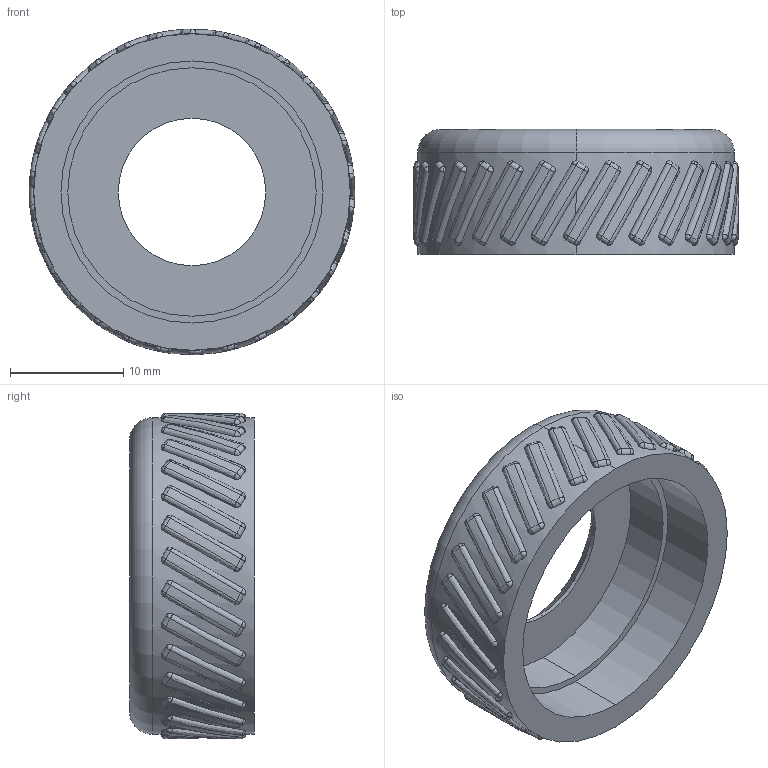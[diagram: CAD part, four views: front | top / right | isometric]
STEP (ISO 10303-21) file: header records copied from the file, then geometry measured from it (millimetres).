
FILE_DESCRIPTION (( 'STEP AP203' ), '1' );
FILE_NAME ('曹蝴遠.STEP', '2024-10-01T13:01:30', ( '' ), ( '' ), 'SwSTEP 2.0', 'SolidWorks 2021', '' );
FILE_SCHEMA (( 'CONFIG_CONTROL_DESIGN' ));
Length unit declared in the file: millimetre
Products named in the file (1): 曹蝴遠
Bounding box: 28.69 x 11 x 28.7 mm (x, y, z)
Volume: 2862.8 mm3; surface area: 2662.5 mm2
Topology: 1 solids, 1 shells, 408 faces, 1162 edges, 724 vertices
Faces by surface type: sphere 240, bspline 120, cylinder 40, plane 4, torus 2, cone 2
Entity records: 12036 total; most frequent: CARTESIAN_POINT 6626, ORIENTED_EDGE 1424, EDGE_CURVE 712, B_SPLINE_CURVE_WITH_KNOTS 644, DIRECTION 518, VERTEX_POINT 424, EDGE_LOOP 348, FACE_OUTER_BOUND 318
